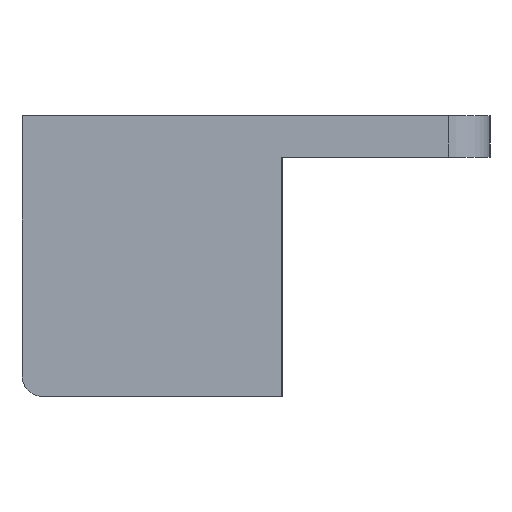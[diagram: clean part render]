
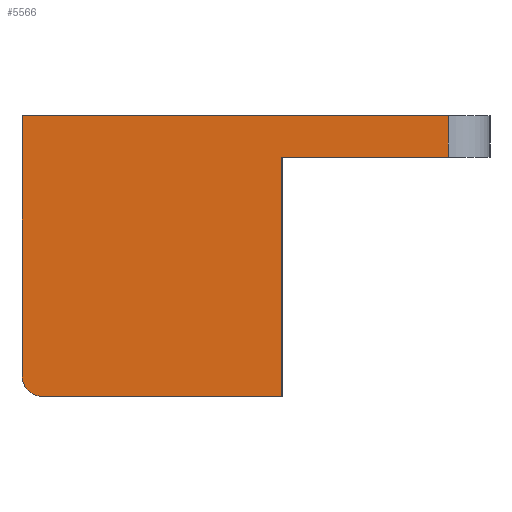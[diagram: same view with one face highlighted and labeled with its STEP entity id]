
A CAD part, left-side view. The second image highlights one B-rep face of the part: STEP entity #5566.
In plain terms, the highlighted planar face has unit normal (-1, 0, 0).
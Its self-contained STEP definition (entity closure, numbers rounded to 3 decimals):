
#31=CIRCLE('',#5718,1.);
#792=FACE_OUTER_BOUND('',#1116,.T.);
#1116=EDGE_LOOP('',(#5109,#5110,#5111,#5112,#5113,#5114,#5115));
#1569=LINE('',#10501,#2079);
#1577=LINE('',#10538,#2087);
#1608=LINE('',#10616,#2118);
#1620=LINE('',#10637,#2130);
#1622=LINE('',#10649,#2132);
#1628=LINE('',#10663,#2138);
#2079=VECTOR('',#6455,10.);
#2087=VECTOR('',#6497,10.);
#2118=VECTOR('',#6562,10.);
#2130=VECTOR('',#6578,10.);
#2132=VECTOR('',#6598,10.);
#2138=VECTOR('',#6618,10.);
#2630=VERTEX_POINT('',#10498);
#2631=VERTEX_POINT('',#10500);
#2637=VERTEX_POINT('',#10521);
#2638=VERTEX_POINT('',#10522);
#2672=VERTEX_POINT('',#10613);
#2673=VERTEX_POINT('',#10615);
#2681=VERTEX_POINT('',#10648);
#3418=EDGE_CURVE('',#2631,#2630,#1569,.T.);
#3425=EDGE_CURVE('',#2637,#2638,#31,.T.);
#3433=EDGE_CURVE('',#2638,#2630,#1577,.T.);
#3472=EDGE_CURVE('',#2673,#2672,#1608,.T.);
#3484=EDGE_CURVE('',#2631,#2672,#1620,.T.);
#3490=EDGE_CURVE('',#2681,#2673,#1622,.T.);
#3496=EDGE_CURVE('',#2681,#2637,#1628,.T.);
#5109=ORIENTED_EDGE('',*,*,#3425,.F.);
#5110=ORIENTED_EDGE('',*,*,#3496,.F.);
#5111=ORIENTED_EDGE('',*,*,#3490,.T.);
#5112=ORIENTED_EDGE('',*,*,#3472,.T.);
#5113=ORIENTED_EDGE('',*,*,#3484,.F.);
#5114=ORIENTED_EDGE('',*,*,#3418,.T.);
#5115=ORIENTED_EDGE('',*,*,#3433,.F.);
#5268=PLANE('',#5756);
#5566=ADVANCED_FACE('',(#792),#5268,.T.);
#5718=AXIS2_PLACEMENT_3D('',#10523,#6483,#6484);
#5756=AXIS2_PLACEMENT_3D('',#10662,#6616,#6617);
#6455=DIRECTION('',(0.,1.,0.));
#6483=DIRECTION('center_axis',(1.,0.,0.));
#6484=DIRECTION('ref_axis',(0.,0.707,-0.707));
#6497=DIRECTION('',(0.,0.,1.));
#6562=DIRECTION('',(0.,-1.,0.));
#6578=DIRECTION('',(0.,0.,-1.));
#6598=DIRECTION('',(0.,0.,1.));
#6616=DIRECTION('center_axis',(-1.,0.,0.));
#6617=DIRECTION('ref_axis',(0.,0.,1.));
#6618=DIRECTION('',(0.,1.,0.));
#10498=CARTESIAN_POINT('',(-59.5,12.5,8.5));
#10500=CARTESIAN_POINT('',(-59.5,-8.,8.5));
#10501=CARTESIAN_POINT('',(-59.5,0.,8.5));
#10521=CARTESIAN_POINT('',(-59.5,11.5,-5.));
#10522=CARTESIAN_POINT('',(-59.5,12.5,-4.));
#10523=CARTESIAN_POINT('Origin',(-59.5,11.5,-4.));
#10538=CARTESIAN_POINT('',(-59.5,12.5,0.));
#10613=CARTESIAN_POINT('',(-59.5,-8.,6.5));
#10615=CARTESIAN_POINT('',(-59.5,0.,6.5));
#10616=CARTESIAN_POINT('',(-59.5,0.,6.5));
#10637=CARTESIAN_POINT('',(-59.5,-8.,3.75));
#10648=CARTESIAN_POINT('',(-59.5,0.,-5.));
#10649=CARTESIAN_POINT('',(-59.5,0.,0.));
#10662=CARTESIAN_POINT('Origin',(-59.5,0.,0.));
#10663=CARTESIAN_POINT('',(-59.5,0.,-5.));
